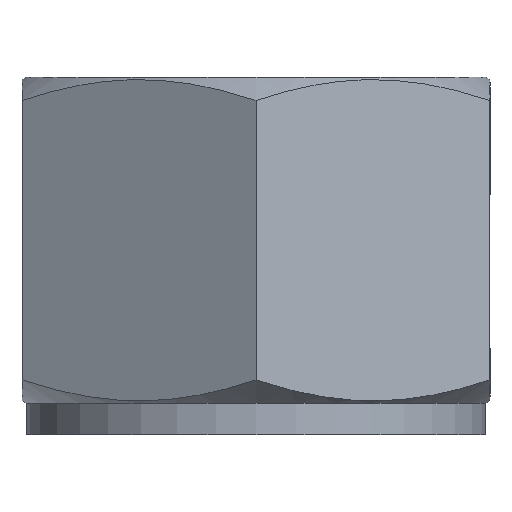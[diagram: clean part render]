
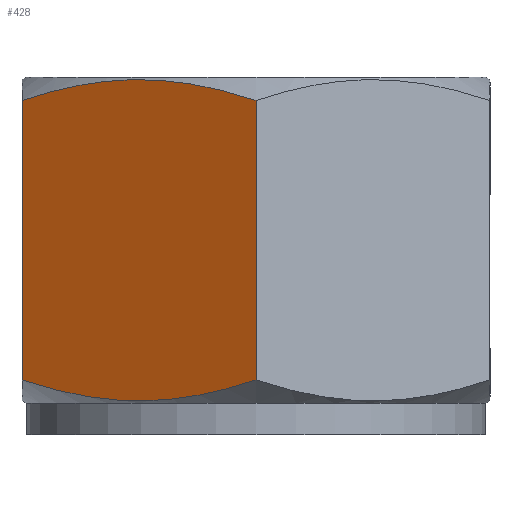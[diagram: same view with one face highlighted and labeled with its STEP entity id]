
A CAD part, front view. The second image highlights one B-rep face of the part: STEP entity #428.
In plain terms, the highlighted planar face has unit normal (-0.5, -0.866, 0).
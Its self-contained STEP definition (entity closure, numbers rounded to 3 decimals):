
#17=(
BOUNDED_CURVE()
B_SPLINE_CURVE(2,(#799,#800,#801),.UNSPECIFIED.,.F.,.F.)
B_SPLINE_CURVE_WITH_KNOTS((3,3),(0.,2.597),.UNSPECIFIED.)
CURVE()
GEOMETRIC_REPRESENTATION_ITEM()
RATIONAL_B_SPLINE_CURVE((1.,1.155,1.))
REPRESENTATION_ITEM('')
);
#26=(
BOUNDED_CURVE()
B_SPLINE_CURVE(2,(#836,#837,#838),.UNSPECIFIED.,.F.,.F.)
B_SPLINE_CURVE_WITH_KNOTS((3,3),(0.,2.597),.UNSPECIFIED.)
CURVE()
GEOMETRIC_REPRESENTATION_ITEM()
RATIONAL_B_SPLINE_CURVE((1.,1.155,1.))
REPRESENTATION_ITEM('')
);
#41=PLANE('',#502);
#68=FACE_OUTER_BOUND('',#97,.T.);
#97=EDGE_LOOP('',(#377,#378,#379,#380));
#121=LINE('',#840,#139);
#123=LINE('',#843,#141);
#139=VECTOR('',#611,10.);
#141=VECTOR('',#615,10.);
#202=VERTEX_POINT('',#789);
#205=VERTEX_POINT('',#798);
#208=VERTEX_POINT('',#814);
#213=VERTEX_POINT('',#832);
#259=EDGE_CURVE('',#205,#202,#17,.T.);
#269=EDGE_CURVE('',#208,#213,#26,.T.);
#270=EDGE_CURVE('',#205,#213,#121,.T.);
#272=EDGE_CURVE('',#202,#208,#123,.T.);
#377=ORIENTED_EDGE('',*,*,#259,.T.);
#378=ORIENTED_EDGE('',*,*,#272,.T.);
#379=ORIENTED_EDGE('',*,*,#269,.T.);
#380=ORIENTED_EDGE('',*,*,#270,.F.);
#428=ADVANCED_FACE('',(#68),#41,.T.);
#502=AXIS2_PLACEMENT_3D('',#842,#613,#614);
#611=DIRECTION('',(0.,0.,1.));
#613=DIRECTION('center_axis',(-0.5,-0.866,0.));
#614=DIRECTION('ref_axis',(0.866,-0.5,0.));
#615=DIRECTION('',(0.,0.,1.));
#789=CARTESIAN_POINT('',(0.,-25.663,5.23));
#798=CARTESIAN_POINT('',(-22.225,-12.832,5.23));
#799=CARTESIAN_POINT('Ctrl Pts',(-22.225,-12.832,5.23));
#800=CARTESIAN_POINT('Ctrl Pts',(-11.113,-19.247,1.526));
#801=CARTESIAN_POINT('Ctrl Pts',(0.,-25.663,
5.23));
#814=CARTESIAN_POINT('',(0.,-25.663,31.77));
#832=CARTESIAN_POINT('',(-22.225,-12.832,31.77));
#836=CARTESIAN_POINT('Ctrl Pts',(0.,-25.663,
31.77));
#837=CARTESIAN_POINT('Ctrl Pts',(-11.113,-19.247,35.474));
#838=CARTESIAN_POINT('Ctrl Pts',(-22.225,-12.832,31.77));
#840=CARTESIAN_POINT('',(-22.225,-12.832,3.));
#842=CARTESIAN_POINT('Origin',(-22.225,-12.832,3.));
#843=CARTESIAN_POINT('',(0.,-25.663,3.));
